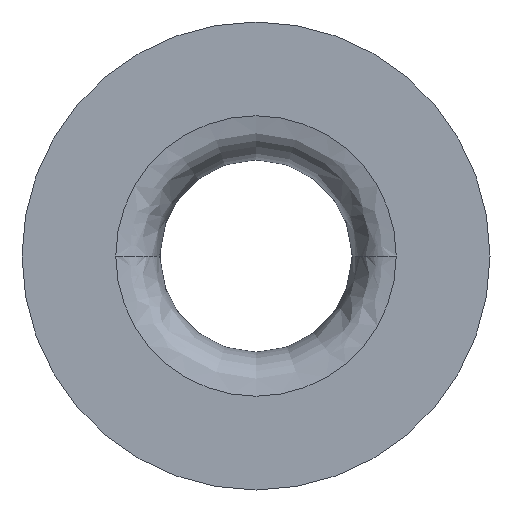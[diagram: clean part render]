
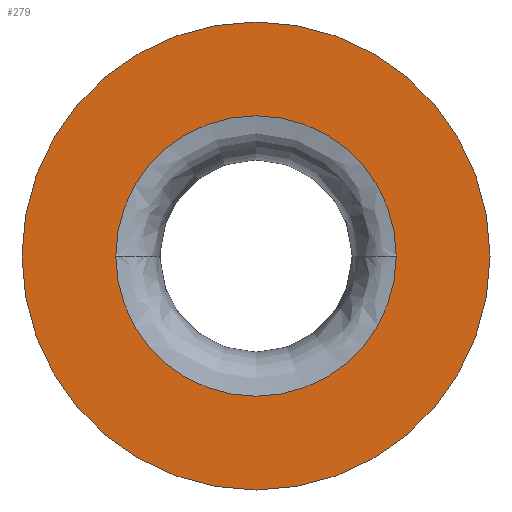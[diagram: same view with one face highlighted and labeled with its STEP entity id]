
A CAD part, front view. The second image highlights one B-rep face of the part: STEP entity #279.
In plain terms, the highlighted planar face has unit normal (0, -1, 0).
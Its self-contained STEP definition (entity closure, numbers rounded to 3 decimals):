
#2 = DIRECTION ( 'NONE',  ( 0., 0., -1. ) ) ;
#15 = CIRCLE ( 'NONE', #394, 23.373 ) ;
#25 = DIRECTION ( 'NONE',  ( 0., 0., -1. ) ) ;
#46 = FACE_OUTER_BOUND ( 'NONE', #582, .T. ) ;
#75 = CARTESIAN_POINT ( 'NONE',  ( 0., 0., 0. ) ) ;
#100 = EDGE_CURVE ( 'NONE', #327, #253, #15, .T. ) ;
#130 = DIRECTION ( 'NONE',  ( 0., 0., -1. ) ) ;
#167 = EDGE_CURVE ( 'NONE', #373, #434, #401, .T. ) ;
#182 = CARTESIAN_POINT ( 'NONE',  ( 23.373, 0., 0. ) ) ;
#186 = PLANE ( 'NONE',  #528 ) ;
#201 = ORIENTED_EDGE ( 'NONE', *, *, #100, .F. ) ;
#221 = CIRCLE ( 'NONE', #464, 23.373 ) ;
#229 = DIRECTION ( 'NONE',  ( 0., -1., 0. ) ) ;
#253 = VERTEX_POINT ( 'NONE', #182 ) ;
#266 = EDGE_CURVE ( 'NONE', #253, #327, #221, .T. ) ;
#277 = CARTESIAN_POINT ( 'NONE',  ( 0., 0., 0. ) ) ;
#279 = ADVANCED_FACE ( 'NONE', ( #46, #363 ), #186, .T. ) ;
#280 = EDGE_LOOP ( 'NONE', ( #201, #332 ) ) ;
#309 = DIRECTION ( 'NONE',  ( 0., -1., 0. ) ) ;
#312 = DIRECTION ( 'NONE',  ( 0., -1., 0. ) ) ;
#327 = VERTEX_POINT ( 'NONE', #548 ) ;
#332 = ORIENTED_EDGE ( 'NONE', *, *, #266, .F. ) ;
#350 = DIRECTION ( 'NONE',  ( 0., 0., -1. ) ) ;
#354 = CARTESIAN_POINT ( 'NONE',  ( 0., 0., 0. ) ) ;
#360 = ORIENTED_EDGE ( 'NONE', *, *, #561, .T. ) ;
#363 = FACE_BOUND ( 'NONE', #280, .T. ) ;
#373 = VERTEX_POINT ( 'NONE', #558 ) ;
#378 = CIRCLE ( 'NONE', #458, 39. ) ;
#379 = ORIENTED_EDGE ( 'NONE', *, *, #167, .T. ) ;
#394 = AXIS2_PLACEMENT_3D ( 'NONE', #354, #312, #413 ) ;
#401 = CIRCLE ( 'NONE', #483, 39. ) ;
#405 = DIRECTION ( 'NONE',  ( 0., -1., 0. ) ) ;
#413 = DIRECTION ( 'NONE',  ( 0., 0., -1. ) ) ;
#429 = DIRECTION ( 'NONE',  ( 0., -1., 0. ) ) ;
#434 = VERTEX_POINT ( 'NONE', #470 ) ;
#458 = AXIS2_PLACEMENT_3D ( 'NONE', #75, #429, #25 ) ;
#464 = AXIS2_PLACEMENT_3D ( 'NONE', #507, #229, #130 ) ;
#470 = CARTESIAN_POINT ( 'NONE',  ( 0., 0., -39. ) ) ;
#483 = AXIS2_PLACEMENT_3D ( 'NONE', #587, #309, #350 ) ;
#507 = CARTESIAN_POINT ( 'NONE',  ( 0., 0., 0. ) ) ;
#528 = AXIS2_PLACEMENT_3D ( 'NONE', #277, #405, #2 ) ;
#548 = CARTESIAN_POINT ( 'NONE',  ( -23.373, 0., 0. ) ) ;
#558 = CARTESIAN_POINT ( 'NONE',  ( 0., 0., 39. ) ) ;
#561 = EDGE_CURVE ( 'NONE', #434, #373, #378, .T. ) ;
#582 = EDGE_LOOP ( 'NONE', ( #360, #379 ) ) ;
#587 = CARTESIAN_POINT ( 'NONE',  ( 0., 0., 0. ) ) ;
